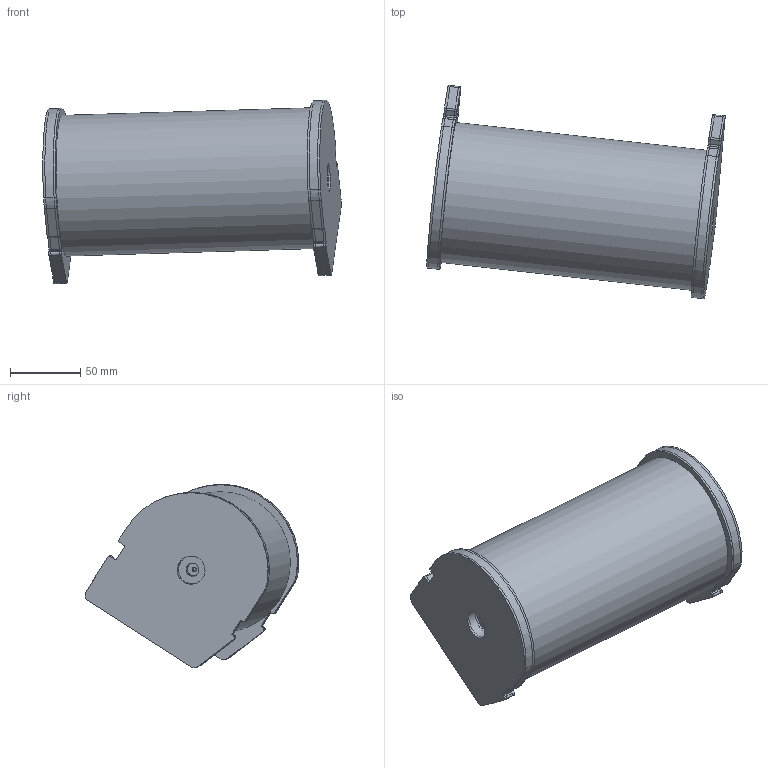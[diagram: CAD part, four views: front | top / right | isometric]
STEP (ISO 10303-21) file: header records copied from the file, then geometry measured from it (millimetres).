
FILE_DESCRIPTION(/* description */ (''),/* implementation_level */ '2;1');
FILE_NAME(/* name */ 'Electronics Tube Assembly.stp',/* time_stamp */ '2015-01-16T15:54:59-08:00',/* author */ ('Evil Brian'),/* organization */ (''),/* preprocessor_version */ 'ST-DEVELOPER v15.6',/* originating_system */ 'Autodesk Inventor 2015',/* authorisation */ '');
FILE_SCHEMA (('AUTOMOTIVE_DESIGN { 1 0 10303 214 3 1 1 }'));
Products named in the file (20): Electronics Tube; Electronics Chassis Main 3mm; Electronics Chassis Main 6mm; Electronics Chassis Wall; Electronics Chassis Side; Electronics Chassis Servo Mount; Electronics Chassis Aft Assembly; Electronics Chassis Faceplate; Electronics Chassis Faceplate Mount Outer; Electronics Chassis Faceplate Mount Inner; Electronics Chassis Forward Assembly; Electronics Chassis Assembly; Electronics Endcaps Outer Gland Wall; Electronics Endcaps Inner Gland; Electronics Endcaps Inner Flange; Electronics Endcaps Middle Flange; Electronics Endcaps Outer Flange; Electronics Endcap Port Assembly; Electronics Endcap Starboard Assembly; Electronics Tube Assembly
Bounding box: 211.87 x 151.66 x 130.21 mm (x, y, z)
Volume: 562213.7 mm3; surface area: 378070.2 mm2
Topology: 22 solids, 22 shells, 637 faces, 1779 edges, 1186 vertices
Faces by surface type: plane 384, cylinder 253
Full cylindrical faces by diameter (mm): 3 x11, 6 x2, 9.18 x4, 15 x8, 20 x6, 85.5 x2, 94 x3, 100 x1
Entity records: 15495 total; most frequent: CARTESIAN_POINT 2661, DIRECTION 2645, ORIENTED_EDGE 2562, EDGE_CURVE 1281, LINE 937, VECTOR 937, VERTEX_POINT 870, AXIS2_PLACEMENT_3D 854
